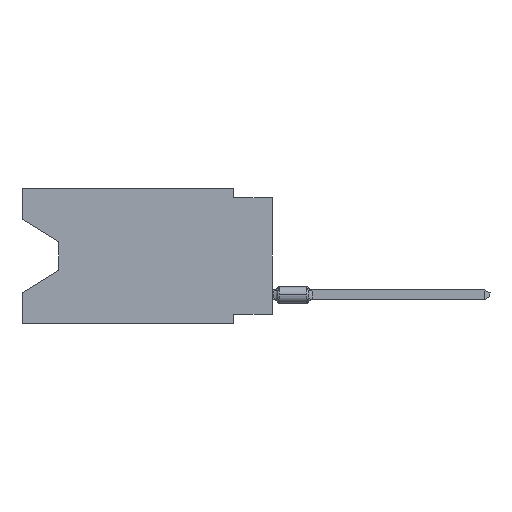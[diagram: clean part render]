
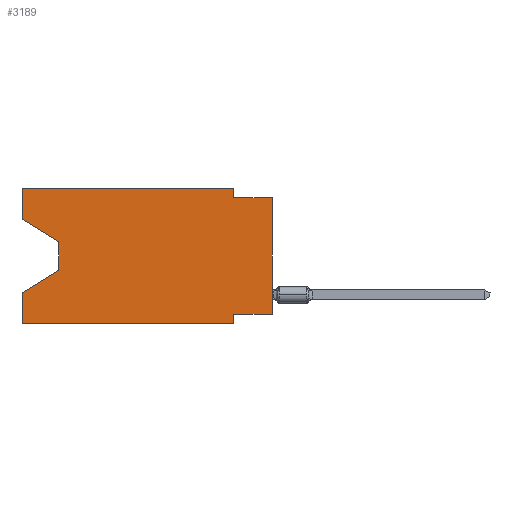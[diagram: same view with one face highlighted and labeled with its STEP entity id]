
A CAD part, left-side view. The second image highlights one B-rep face of the part: STEP entity #3189.
In plain terms, the highlighted planar face has unit normal (-1, 0, 0).
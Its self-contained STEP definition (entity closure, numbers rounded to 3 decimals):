
#34 = ORIENTED_EDGE ( 'NONE', *, *, #6497, .F. ) ;
#272 = LINE ( 'NONE', #30658, #7756 ) ;
#1090 = PLANE ( 'NONE',  #39470 ) ;
#1662 = EDGE_CURVE ( 'NONE', #43883, #26728, #29830, .T. ) ;
#2561 = DIRECTION ( 'NONE',  ( 0., -0.855, -0.519 ) ) ;
#3189 = ADVANCED_FACE ( 'NONE', ( #54371 ), #1090, .F. ) ;
#3929 = EDGE_CURVE ( 'NONE', #5260, #41915, #11698, .T. ) ;
#4325 = ORIENTED_EDGE ( 'NONE', *, *, #41369, .F. ) ;
#5260 = VERTEX_POINT ( 'NONE', #6845 ) ;
#6036 = EDGE_CURVE ( 'NONE', #20412, #47662, #29270, .T. ) ;
#6497 = EDGE_CURVE ( 'NONE', #39419, #43883, #31478, .T. ) ;
#6845 = CARTESIAN_POINT ( 'NONE',  ( 0., 0., -8.255 ) ) ;
#6897 = LINE ( 'NONE', #20216, #12249 ) ;
#7564 = ORIENTED_EDGE ( 'NONE', *, *, #34706, .F. ) ;
#7756 = VECTOR ( 'NONE', #44844, 1000. ) ;
#7970 = CARTESIAN_POINT ( 'NONE',  ( 0., 0., 0. ) ) ;
#8036 = LINE ( 'NONE', #46837, #45814 ) ;
#8688 = CARTESIAN_POINT ( 'NONE',  ( 0., 2.54, 0. ) ) ;
#9302 = ORIENTED_EDGE ( 'NONE', *, *, #20046, .T. ) ;
#11698 = LINE ( 'NONE', #29356, #37747 ) ;
#12249 = VECTOR ( 'NONE', #37875, 1000. ) ;
#12310 = DIRECTION ( 'NONE',  ( 0., 0., 1. ) ) ;
#13807 = VERTEX_POINT ( 'NONE', #22083 ) ;
#14274 = ORIENTED_EDGE ( 'NONE', *, *, #15304, .F. ) ;
#14374 = VERTEX_POINT ( 'NONE', #55269 ) ;
#14688 = DIRECTION ( 'NONE',  ( 0., 0., 1. ) ) ;
#15304 = EDGE_CURVE ( 'NONE', #26728, #20173, #30106, .T. ) ;
#16138 = VECTOR ( 'NONE', #34463, 1000. ) ;
#16564 = EDGE_CURVE ( 'NONE', #14374, #13807, #50257, .T. ) ;
#18973 = EDGE_CURVE ( 'NONE', #13807, #36397, #32227, .T. ) ;
#19033 = DIRECTION ( 'NONE',  ( 1., 0., 0. ) ) ;
#20046 = EDGE_CURVE ( 'NONE', #39419, #14374, #8036, .T. ) ;
#20173 = VERTEX_POINT ( 'NONE', #34650 ) ;
#20216 = CARTESIAN_POINT ( 'NONE',  ( 0., 0., -0.635 ) ) ;
#20412 = VERTEX_POINT ( 'NONE', #36370 ) ;
#20889 = CARTESIAN_POINT ( 'NONE',  ( 0., 16.383, -6.852 ) ) ;
#21714 = LINE ( 'NONE', #30110, #46726 ) ;
#22083 = CARTESIAN_POINT ( 'NONE',  ( 0., 13.97, -5.385 ) ) ;
#22894 = CARTESIAN_POINT ( 'NONE',  ( 0., 2.54, -8.89 ) ) ;
#22901 = VERTEX_POINT ( 'NONE', #27014 ) ;
#23307 = ORIENTED_EDGE ( 'NONE', *, *, #16564, .T. ) ;
#23671 = EDGE_LOOP ( 'NONE', ( #9302, #23307, #25134, #7564, #49681, #29490, #51428, #54717, #4325, #14274, #48327, #34 ) ) ;
#24289 = VECTOR ( 'NONE', #51094, 1000. ) ;
#25134 = ORIENTED_EDGE ( 'NONE', *, *, #18973, .T. ) ;
#26728 = VERTEX_POINT ( 'NONE', #39673 ) ;
#27014 = CARTESIAN_POINT ( 'NONE',  ( 0., 0., -0.635 ) ) ;
#27193 = VECTOR ( 'NONE', #51022, 1000. ) ;
#29270 = LINE ( 'NONE', #55363, #31393 ) ;
#29356 = CARTESIAN_POINT ( 'NONE',  ( 0., 0., -8.255 ) ) ;
#29490 = ORIENTED_EDGE ( 'NONE', *, *, #54441, .F. ) ;
#29830 = LINE ( 'NONE', #33130, #16138 ) ;
#30106 = LINE ( 'NONE', #8688, #45464 ) ;
#30110 = CARTESIAN_POINT ( 'NONE',  ( 0., 2.54, -8.89 ) ) ;
#30658 = CARTESIAN_POINT ( 'NONE',  ( 0., 16.383, 0. ) ) ;
#31393 = VECTOR ( 'NONE', #32487, 1000. ) ;
#31478 = LINE ( 'NONE', #36391, #51397 ) ;
#32227 = LINE ( 'NONE', #49902, #27193 ) ;
#32342 = CARTESIAN_POINT ( 'NONE',  ( 0., 16.383, 0. ) ) ;
#32487 = DIRECTION ( 'NONE',  ( 0., -1., 0. ) ) ;
#33130 = CARTESIAN_POINT ( 'NONE',  ( 0., 16.383, 0. ) ) ;
#34463 = DIRECTION ( 'NONE',  ( 0., -1., 0. ) ) ;
#34650 = CARTESIAN_POINT ( 'NONE',  ( 0., 2.54, -0.635 ) ) ;
#34706 = EDGE_CURVE ( 'NONE', #20412, #36397, #272, .T. ) ;
#35063 = VECTOR ( 'NONE', #12310, 1000. ) ;
#36370 = CARTESIAN_POINT ( 'NONE',  ( 0., 16.383, -8.89 ) ) ;
#36391 = CARTESIAN_POINT ( 'NONE',  ( 0., 16.383, 0. ) ) ;
#36397 = VERTEX_POINT ( 'NONE', #20889 ) ;
#36696 = DIRECTION ( 'NONE',  ( 0., 0., -1. ) ) ;
#36934 = CARTESIAN_POINT ( 'NONE',  ( 0., 13.97, -3.505 ) ) ;
#37747 = VECTOR ( 'NONE', #42656, 1000. ) ;
#37875 = DIRECTION ( 'NONE',  ( 0., -1., 0. ) ) ;
#39419 = VERTEX_POINT ( 'NONE', #54829 ) ;
#39470 = AXIS2_PLACEMENT_3D ( 'NONE', #32342, #19033, #36696 ) ;
#39673 = CARTESIAN_POINT ( 'NONE',  ( 0., 2.54, 0. ) ) ;
#41369 = EDGE_CURVE ( 'NONE', #20173, #22901, #6897, .T. ) ;
#41915 = VERTEX_POINT ( 'NONE', #51118 ) ;
#42080 = CARTESIAN_POINT ( 'NONE',  ( 0., 16.383, 0. ) ) ;
#42656 = DIRECTION ( 'NONE',  ( 0., 1., 0. ) ) ;
#43697 = EDGE_CURVE ( 'NONE', #5260, #22901, #43861, .T. ) ;
#43861 = LINE ( 'NONE', #7970, #35063 ) ;
#43883 = VERTEX_POINT ( 'NONE', #42080 ) ;
#44844 = DIRECTION ( 'NONE',  ( 0., 0., 1. ) ) ;
#45464 = VECTOR ( 'NONE', #57056, 1000. ) ;
#45814 = VECTOR ( 'NONE', #2561, 1000. ) ;
#46726 = VECTOR ( 'NONE', #46929, 1000. ) ;
#46837 = CARTESIAN_POINT ( 'NONE',  ( 0., 16.383, -2.038 ) ) ;
#46929 = DIRECTION ( 'NONE',  ( 0., 0., -1. ) ) ;
#47662 = VERTEX_POINT ( 'NONE', #22894 ) ;
#48327 = ORIENTED_EDGE ( 'NONE', *, *, #1662, .F. ) ;
#49681 = ORIENTED_EDGE ( 'NONE', *, *, #6036, .T. ) ;
#49902 = CARTESIAN_POINT ( 'NONE',  ( 0., 13.97, -5.385 ) ) ;
#50257 = LINE ( 'NONE', #36934, #24289 ) ;
#51022 = DIRECTION ( 'NONE',  ( 0., 0.855, -0.519 ) ) ;
#51094 = DIRECTION ( 'NONE',  ( 0., 0., -1. ) ) ;
#51118 = CARTESIAN_POINT ( 'NONE',  ( 0., 2.54, -8.255 ) ) ;
#51397 = VECTOR ( 'NONE', #14688, 1000. ) ;
#51428 = ORIENTED_EDGE ( 'NONE', *, *, #3929, .F. ) ;
#54371 = FACE_OUTER_BOUND ( 'NONE', #23671, .T. ) ;
#54441 = EDGE_CURVE ( 'NONE', #41915, #47662, #21714, .T. ) ;
#54717 = ORIENTED_EDGE ( 'NONE', *, *, #43697, .T. ) ;
#54829 = CARTESIAN_POINT ( 'NONE',  ( 0., 16.383, -2.038 ) ) ;
#55269 = CARTESIAN_POINT ( 'NONE',  ( 0., 13.97, -3.505 ) ) ;
#55363 = CARTESIAN_POINT ( 'NONE',  ( 0., 16.383, -8.89 ) ) ;
#57056 = DIRECTION ( 'NONE',  ( 0., 0., -1. ) ) ;
